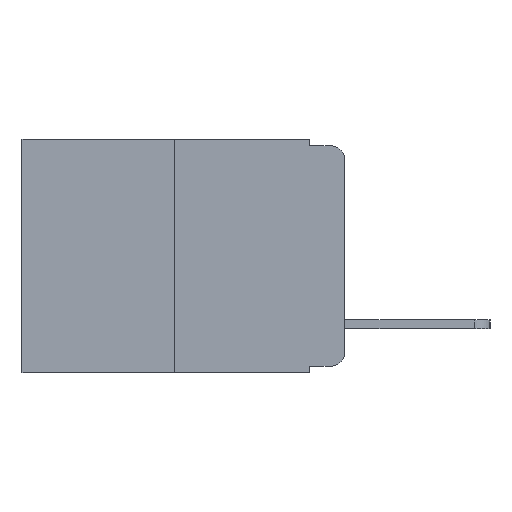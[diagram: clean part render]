
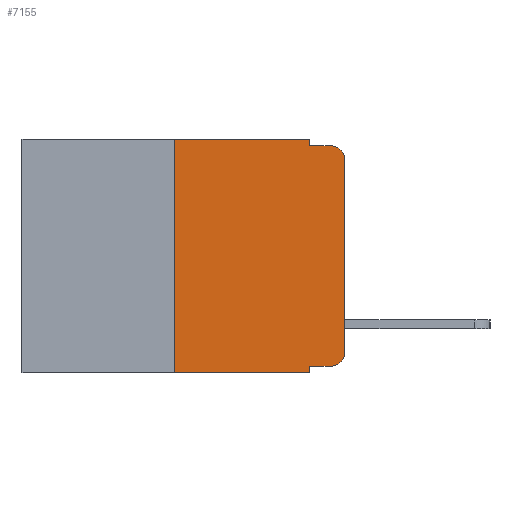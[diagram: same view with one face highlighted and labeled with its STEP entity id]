
A CAD part, left-side view. The second image highlights one B-rep face of the part: STEP entity #7155.
In plain terms, the highlighted planar face has unit normal (-1, 0, 0).
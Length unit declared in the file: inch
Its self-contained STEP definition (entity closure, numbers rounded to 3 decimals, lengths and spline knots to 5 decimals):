
#48 = EDGE_CURVE ( 'NONE', #1123, #10866, #5740, .T. ) ;
#157 = EDGE_CURVE ( 'NONE', #1756, #10710, #7080, .T. ) ;
#168 = EDGE_LOOP ( 'NONE', ( #2726, #367, #10659, #10957, #1325, #9064, #6852, #12117, #9943, #218 ) ) ;
#218 = ORIENTED_EDGE ( 'NONE', *, *, #6557, .T. ) ;
#357 = DIRECTION ( 'NONE',  ( -1., 0., 0. ) ) ;
#367 = ORIENTED_EDGE ( 'NONE', *, *, #4364, .T. ) ;
#926 = DIRECTION ( 'NONE',  ( 0., 0., -1. ) ) ;
#1123 = VERTEX_POINT ( 'NONE', #5352 ) ;
#1159 = VECTOR ( 'NONE', #8982, 39.37008 ) ;
#1325 = ORIENTED_EDGE ( 'NONE', *, *, #48, .F. ) ;
#1559 = VECTOR ( 'NONE', #4915, 39.37008 ) ;
#1756 = VERTEX_POINT ( 'NONE', #7180 ) ;
#1799 = LINE ( 'NONE', #9673, #8915 ) ;
#2054 = VERTEX_POINT ( 'NONE', #5667 ) ;
#2120 = LINE ( 'NONE', #6340, #7013 ) ;
#2726 = ORIENTED_EDGE ( 'NONE', *, *, #157, .T. ) ;
#3155 = VERTEX_POINT ( 'NONE', #3495 ) ;
#3195 = DIRECTION ( 'NONE',  ( 0., -1., 0. ) ) ;
#3463 = AXIS2_PLACEMENT_3D ( 'NONE', #6312, #357, #7248 ) ;
#3495 = CARTESIAN_POINT ( 'NONE',  ( 0., 0.25, -0.343 ) ) ;
#3823 = LINE ( 'NONE', #5181, #1159 ) ;
#4014 = LINE ( 'NONE', #12100, #9094 ) ;
#4124 = EDGE_CURVE ( 'NONE', #10866, #4500, #1799, .T. ) ;
#4340 = CARTESIAN_POINT ( 'NONE',  ( 0., 0.02, -0.313 ) ) ;
#4364 = EDGE_CURVE ( 'NONE', #10710, #5971, #11245, .T. ) ;
#4441 = FACE_OUTER_BOUND ( 'NONE', #168, .T. ) ;
#4500 = VERTEX_POINT ( 'NONE', #5483 ) ;
#4915 = DIRECTION ( 'NONE',  ( 0., 0., 1. ) ) ;
#4957 = CARTESIAN_POINT ( 'NONE',  ( 0., 0.02, -0.01 ) ) ;
#5181 = CARTESIAN_POINT ( 'NONE',  ( 0., 0.473, -0.343 ) ) ;
#5265 = DIRECTION ( 'NONE',  ( 0., 0., -1. ) ) ;
#5318 = DIRECTION ( 'NONE',  ( 0., 0., -1. ) ) ;
#5352 = CARTESIAN_POINT ( 'NONE',  ( 0., 0.25, 0. ) ) ;
#5363 = CARTESIAN_POINT ( 'NONE',  ( 0., 0.02, -0.333 ) ) ;
#5483 = CARTESIAN_POINT ( 'NONE',  ( 0., 0.051, -0.01 ) ) ;
#5667 = CARTESIAN_POINT ( 'NONE',  ( 0., 0.051, -0.333 ) ) ;
#5740 = LINE ( 'NONE', #9350, #7981 ) ;
#5971 = VERTEX_POINT ( 'NONE', #4957 ) ;
#6073 = DIRECTION ( 'NONE',  ( 0., -1., 0. ) ) ;
#6081 = EDGE_CURVE ( 'NONE', #3155, #1123, #4014, .T. ) ;
#6170 = CARTESIAN_POINT ( 'NONE',  ( 0., 0.051, -0.01 ) ) ;
#6284 = CARTESIAN_POINT ( 'NONE',  ( 0., 0., -0.03 ) ) ;
#6312 = CARTESIAN_POINT ( 'NONE',  ( 0., 0.02, -0.03 ) ) ;
#6340 = CARTESIAN_POINT ( 'NONE',  ( 0., 0.051, 0. ) ) ;
#6379 = LINE ( 'NONE', #6170, #11053 ) ;
#6557 = EDGE_CURVE ( 'NONE', #8400, #1756, #8783, .T. ) ;
#6632 = AXIS2_PLACEMENT_3D ( 'NONE', #4340, #10958, #5318 ) ;
#6852 = ORIENTED_EDGE ( 'NONE', *, *, #12472, .T. ) ;
#7013 = VECTOR ( 'NONE', #9117, 39.37008 ) ;
#7080 = LINE ( 'NONE', #10564, #1559 ) ;
#7155 = ADVANCED_FACE ( 'NONE', ( #4441 ), #9028, .F. ) ;
#7179 = VERTEX_POINT ( 'NONE', #9071 ) ;
#7180 = CARTESIAN_POINT ( 'NONE',  ( 0., 0., -0.313 ) ) ;
#7248 = DIRECTION ( 'NONE',  ( 0., 0., -1. ) ) ;
#7463 = DIRECTION ( 'NONE',  ( 0., 0., 1. ) ) ;
#7981 = VECTOR ( 'NONE', #10808, 39.37008 ) ;
#8064 = AXIS2_PLACEMENT_3D ( 'NONE', #9972, #10898, #5265 ) ;
#8400 = VERTEX_POINT ( 'NONE', #5363 ) ;
#8783 = CIRCLE ( 'NONE', #6632, 0.02 ) ;
#8832 = EDGE_CURVE ( 'NONE', #2054, #8400, #10336, .T. ) ;
#8907 = EDGE_CURVE ( 'NONE', #4500, #5971, #6379, .T. ) ;
#8915 = VECTOR ( 'NONE', #926, 39.37008 ) ;
#8982 = DIRECTION ( 'NONE',  ( 0., -1., 0. ) ) ;
#9028 = PLANE ( 'NONE',  #8064 ) ;
#9064 = ORIENTED_EDGE ( 'NONE', *, *, #6081, .F. ) ;
#9071 = CARTESIAN_POINT ( 'NONE',  ( 0., 0.051, -0.343 ) ) ;
#9094 = VECTOR ( 'NONE', #7463, 39.37008 ) ;
#9117 = DIRECTION ( 'NONE',  ( 0., 0., -1. ) ) ;
#9343 = CARTESIAN_POINT ( 'NONE',  ( 0., 0.051, 0. ) ) ;
#9350 = CARTESIAN_POINT ( 'NONE',  ( 0., 0.473, 0. ) ) ;
#9673 = CARTESIAN_POINT ( 'NONE',  ( 0., 0.051, 0. ) ) ;
#9943 = ORIENTED_EDGE ( 'NONE', *, *, #8832, .T. ) ;
#9972 = CARTESIAN_POINT ( 'NONE',  ( 0., 0.473, 0. ) ) ;
#10336 = LINE ( 'NONE', #11685, #11918 ) ;
#10564 = CARTESIAN_POINT ( 'NONE',  ( 0., 0., 0. ) ) ;
#10659 = ORIENTED_EDGE ( 'NONE', *, *, #8907, .F. ) ;
#10710 = VERTEX_POINT ( 'NONE', #6284 ) ;
#10808 = DIRECTION ( 'NONE',  ( 0., -1., 0. ) ) ;
#10866 = VERTEX_POINT ( 'NONE', #9343 ) ;
#10898 = DIRECTION ( 'NONE',  ( 1., 0., 0. ) ) ;
#10957 = ORIENTED_EDGE ( 'NONE', *, *, #4124, .F. ) ;
#10958 = DIRECTION ( 'NONE',  ( -1., 0., 0. ) ) ;
#11053 = VECTOR ( 'NONE', #3195, 39.37008 ) ;
#11245 = CIRCLE ( 'NONE', #3463, 0.02 ) ;
#11685 = CARTESIAN_POINT ( 'NONE',  ( 0., 0.051, -0.333 ) ) ;
#11918 = VECTOR ( 'NONE', #6073, 39.37008 ) ;
#11950 = EDGE_CURVE ( 'NONE', #2054, #7179, #2120, .T. ) ;
#12100 = CARTESIAN_POINT ( 'NONE',  ( 0., 0.25, 0. ) ) ;
#12117 = ORIENTED_EDGE ( 'NONE', *, *, #11950, .F. ) ;
#12472 = EDGE_CURVE ( 'NONE', #3155, #7179, #3823, .T. ) ;
